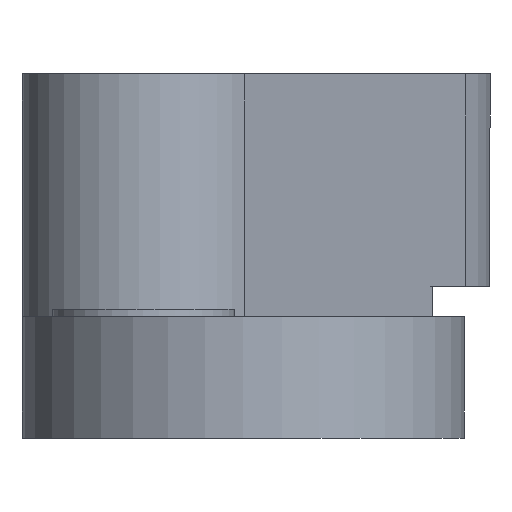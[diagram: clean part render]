
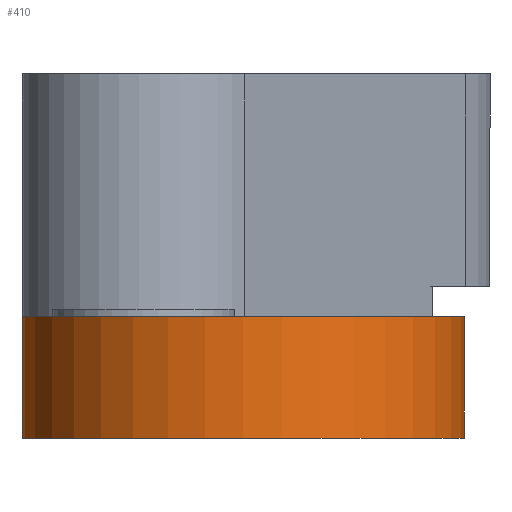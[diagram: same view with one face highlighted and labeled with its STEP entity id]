
A CAD part, left-side view. The second image highlights one B-rep face of the part: STEP entity #410.
In plain terms, the highlighted cylindrical face has radius 14.581 mm (diameter 29.162 mm), a partial arc.
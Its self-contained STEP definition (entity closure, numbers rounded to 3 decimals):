
#17=CYLINDRICAL_SURFACE('',#470,14.581);
#41=FACE_OUTER_BOUND('',#69,.T.);
#69=EDGE_LOOP('',(#305,#306,#307,#308));
#102=LINE('',#685,#134);
#105=LINE('',#691,#137);
#134=VECTOR('',#549,10.);
#137=VECTOR('',#554,10.);
#166=CIRCLE('',#466,14.581);
#169=CIRCLE('',#471,14.581);
#198=VERTEX_POINT('',#674);
#199=VERTEX_POINT('',#676);
#202=VERTEX_POINT('',#684);
#204=VERTEX_POINT('',#690);
#237=EDGE_CURVE('',#199,#198,#166,.T.);
#241=EDGE_CURVE('',#202,#199,#102,.T.);
#244=EDGE_CURVE('',#204,#198,#105,.T.);
#245=EDGE_CURVE('',#202,#204,#169,.T.);
#305=ORIENTED_EDGE('',*,*,#237,.T.);
#306=ORIENTED_EDGE('',*,*,#244,.F.);
#307=ORIENTED_EDGE('',*,*,#245,.F.);
#308=ORIENTED_EDGE('',*,*,#241,.T.);
#410=ADVANCED_FACE('',(#41),#17,.T.);
#466=AXIS2_PLACEMENT_3D('',#677,#540,#541);
#470=AXIS2_PLACEMENT_3D('',#689,#552,#553);
#471=AXIS2_PLACEMENT_3D('',#692,#555,#556);
#540=DIRECTION('center_axis',(0.,0.,-1.));
#541=DIRECTION('ref_axis',(0.,-1.,0.));
#549=DIRECTION('',(0.,0.,1.));
#552=DIRECTION('center_axis',(0.,0.,1.));
#553=DIRECTION('ref_axis',(0.,-1.,0.));
#554=DIRECTION('',(0.,0.,1.));
#555=DIRECTION('center_axis',(0.,0.,-1.));
#556=DIRECTION('ref_axis',(0.,-1.,0.));
#674=CARTESIAN_POINT('',(0.,8.,-2.));
#676=CARTESIAN_POINT('',(0.,-21.162,-2.));
#677=CARTESIAN_POINT('Origin',(0.,-6.581,-2.));
#684=CARTESIAN_POINT('',(0.,-21.162,-10.));
#685=CARTESIAN_POINT('',(0.,-21.162,-10.));
#689=CARTESIAN_POINT('Origin',(0.,-6.581,-10.));
#690=CARTESIAN_POINT('',(0.,8.,-10.));
#691=CARTESIAN_POINT('',(0.,8.,0.));
#692=CARTESIAN_POINT('Origin',(0.,-6.581,-10.));
